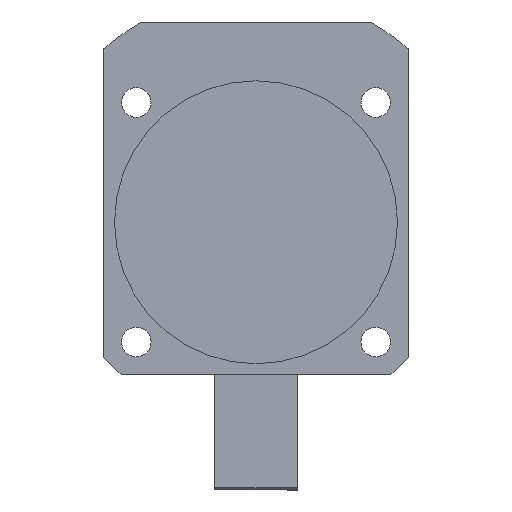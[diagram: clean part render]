
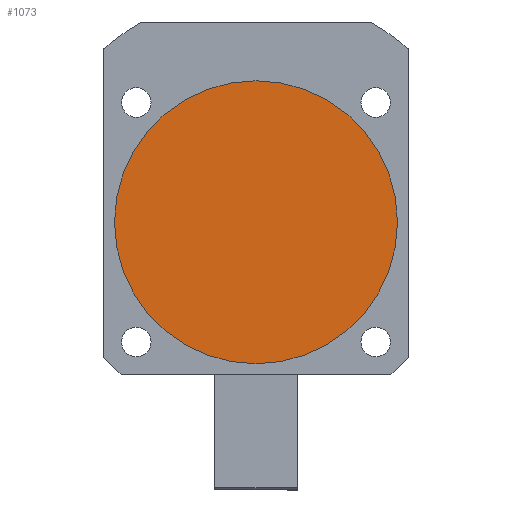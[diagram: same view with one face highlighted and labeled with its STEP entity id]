
A CAD part, front view. The second image highlights one B-rep face of the part: STEP entity #1073.
In plain terms, the highlighted planar face has unit normal (0, -1, 0).
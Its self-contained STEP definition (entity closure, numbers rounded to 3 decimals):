
#777 = ORIENTED_EDGE ( 'NONE', *, *, #7585, .F. ) ;
#1073 = ADVANCED_FACE ( 'NONE', ( #5895 ), #6786, .T. ) ;
#1428 = CIRCLE ( 'NONE', #6779, 32.5 ) ;
#2646 = DIRECTION ( 'NONE',  ( 0., 1., 0. ) ) ;
#4129 = CARTESIAN_POINT ( 'NONE',  ( 0., 0., -32.5 ) ) ;
#5267 = DIRECTION ( 'NONE',  ( 0., 0., -1. ) ) ;
#5276 = DIRECTION ( 'NONE',  ( 0., -1., 0. ) ) ;
#5290 = CARTESIAN_POINT ( 'NONE',  ( 27., 0., 0. ) ) ;
#5441 = AXIS2_PLACEMENT_3D ( 'NONE', #5290, #5276, #5267 ) ;
#5895 = FACE_OUTER_BOUND ( 'NONE', #6170, .T. ) ;
#6170 = EDGE_LOOP ( 'NONE', ( #8624, #777 ) ) ;
#6779 = AXIS2_PLACEMENT_3D ( 'NONE', #7325, #2646, #8063 ) ;
#6786 = PLANE ( 'NONE',  #5441 ) ;
#7325 = CARTESIAN_POINT ( 'NONE',  ( 0., 0., 0. ) ) ;
#7543 = VERTEX_POINT ( 'NONE', #8935 ) ;
#7585 = EDGE_CURVE ( 'NONE', #7543, #7981, #9794, .T. ) ;
#7981 = VERTEX_POINT ( 'NONE', #4129 ) ;
#8063 = DIRECTION ( 'NONE',  ( 0., 0., -1. ) ) ;
#8078 = DIRECTION ( 'NONE',  ( 0., 0., -1. ) ) ;
#8110 = DIRECTION ( 'NONE',  ( 0., 1., 0. ) ) ;
#8143 = CARTESIAN_POINT ( 'NONE',  ( 0., 0., 0. ) ) ;
#8322 = AXIS2_PLACEMENT_3D ( 'NONE', #8143, #8110, #8078 ) ;
#8624 = ORIENTED_EDGE ( 'NONE', *, *, #9218, .F. ) ;
#8935 = CARTESIAN_POINT ( 'NONE',  ( 0., 0., 32.5 ) ) ;
#9218 = EDGE_CURVE ( 'NONE', #7981, #7543, #1428, .T. ) ;
#9794 = CIRCLE ( 'NONE', #8322, 32.5 ) ;
